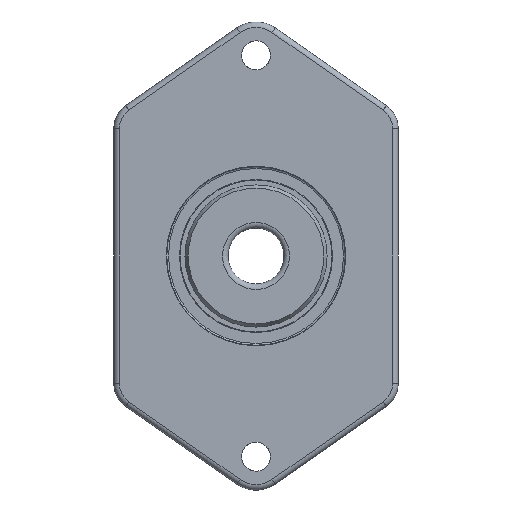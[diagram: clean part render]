
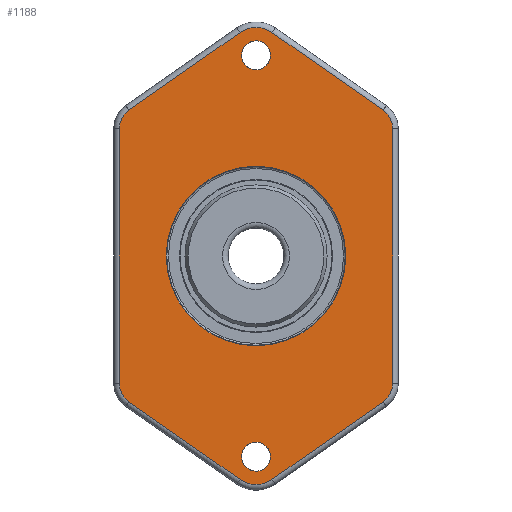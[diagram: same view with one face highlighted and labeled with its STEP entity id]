
A CAD part, front view. The second image highlights one B-rep face of the part: STEP entity #1188.
In plain terms, the highlighted planar face has unit normal (0, -1, 0).
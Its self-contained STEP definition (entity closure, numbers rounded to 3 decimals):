
#23=LINE('',#1969,#73);
#24=LINE('',#1973,#74);
#25=LINE('',#1977,#75);
#26=LINE('',#1981,#76);
#27=LINE('',#1985,#77);
#28=LINE('',#1989,#78);
#73=VECTOR('',#1555,10.);
#74=VECTOR('',#1558,10.);
#75=VECTOR('',#1561,10.);
#76=VECTOR('',#1564,10.);
#77=VECTOR('',#1567,10.);
#78=VECTOR('',#1570,10.);
#164=PLANE('',#1318);
#205=FACE_BOUND('',#356,.T.);
#206=FACE_BOUND('',#357,.T.);
#207=FACE_BOUND('',#358,.T.);
#247=FACE_OUTER_BOUND('',#355,.T.);
#355=EDGE_LOOP('',(#860,#861,#862,#863,#864,#865,#866,#867,#868,#869,#870,
#871));
#356=EDGE_LOOP('',(#872));
#357=EDGE_LOOP('',(#873));
#358=EDGE_LOOP('',(#874));
#465=CIRCLE('',#1315,16.1);
#467=CIRCLE('',#1319,5.);
#468=CIRCLE('',#1320,4.);
#469=CIRCLE('',#1321,4.);
#470=CIRCLE('',#1322,5.);
#471=CIRCLE('',#1323,4.);
#472=CIRCLE('',#1324,4.);
#473=CIRCLE('',#1325,2.6);
#474=CIRCLE('',#1326,2.6);
#568=VERTEX_POINT('',#1961);
#570=VERTEX_POINT('',#1967);
#571=VERTEX_POINT('',#1968);
#572=VERTEX_POINT('',#1970);
#573=VERTEX_POINT('',#1972);
#574=VERTEX_POINT('',#1974);
#575=VERTEX_POINT('',#1976);
#576=VERTEX_POINT('',#1978);
#577=VERTEX_POINT('',#1980);
#578=VERTEX_POINT('',#1982);
#579=VERTEX_POINT('',#1984);
#580=VERTEX_POINT('',#1986);
#581=VERTEX_POINT('',#1988);
#582=VERTEX_POINT('',#1991);
#583=VERTEX_POINT('',#1993);
#679=EDGE_CURVE('',#568,#568,#465,.T.);
#681=EDGE_CURVE('',#570,#571,#23,.T.);
#682=EDGE_CURVE('',#572,#570,#467,.T.);
#683=EDGE_CURVE('',#573,#572,#24,.T.);
#684=EDGE_CURVE('',#574,#573,#468,.T.);
#685=EDGE_CURVE('',#575,#574,#25,.T.);
#686=EDGE_CURVE('',#576,#575,#469,.T.);
#687=EDGE_CURVE('',#577,#576,#26,.T.);
#688=EDGE_CURVE('',#578,#577,#470,.T.);
#689=EDGE_CURVE('',#579,#578,#27,.T.);
#690=EDGE_CURVE('',#580,#579,#471,.T.);
#691=EDGE_CURVE('',#581,#580,#28,.T.);
#692=EDGE_CURVE('',#571,#581,#472,.T.);
#693=EDGE_CURVE('',#582,#582,#473,.T.);
#694=EDGE_CURVE('',#583,#583,#474,.T.);
#860=ORIENTED_EDGE('',*,*,#681,.F.);
#861=ORIENTED_EDGE('',*,*,#682,.F.);
#862=ORIENTED_EDGE('',*,*,#683,.F.);
#863=ORIENTED_EDGE('',*,*,#684,.F.);
#864=ORIENTED_EDGE('',*,*,#685,.F.);
#865=ORIENTED_EDGE('',*,*,#686,.F.);
#866=ORIENTED_EDGE('',*,*,#687,.F.);
#867=ORIENTED_EDGE('',*,*,#688,.F.);
#868=ORIENTED_EDGE('',*,*,#689,.F.);
#869=ORIENTED_EDGE('',*,*,#690,.F.);
#870=ORIENTED_EDGE('',*,*,#691,.F.);
#871=ORIENTED_EDGE('',*,*,#692,.F.);
#872=ORIENTED_EDGE('',*,*,#693,.T.);
#873=ORIENTED_EDGE('',*,*,#694,.T.);
#874=ORIENTED_EDGE('',*,*,#679,.F.);
#1188=ADVANCED_FACE('',(#247,#205,#206,#207),#164,.T.);
#1315=AXIS2_PLACEMENT_3D('',#1962,#1547,#1548);
#1318=AXIS2_PLACEMENT_3D('',#1966,#1553,#1554);
#1319=AXIS2_PLACEMENT_3D('',#1971,#1556,#1557);
#1320=AXIS2_PLACEMENT_3D('',#1975,#1559,#1560);
#1321=AXIS2_PLACEMENT_3D('',#1979,#1562,#1563);
#1322=AXIS2_PLACEMENT_3D('',#1983,#1565,#1566);
#1323=AXIS2_PLACEMENT_3D('',#1987,#1568,#1569);
#1324=AXIS2_PLACEMENT_3D('',#1990,#1571,#1572);
#1325=AXIS2_PLACEMENT_3D('',#1992,#1573,#1574);
#1326=AXIS2_PLACEMENT_3D('',#1994,#1575,#1576);
#1547=DIRECTION('center_axis',(0.,-1.,0.));
#1548=DIRECTION('ref_axis',(1.,0.,0.));
#1553=DIRECTION('center_axis',(0.,-1.,0.));
#1554=DIRECTION('ref_axis',(0.,0.,-1.));
#1555=DIRECTION('',(0.819,0.,-0.574));
#1556=DIRECTION('center_axis',(0.,1.,0.));
#1557=DIRECTION('ref_axis',(0.,0.,1.));
#1558=DIRECTION('',(0.819,0.,0.574));
#1559=DIRECTION('center_axis',(0.,1.,0.));
#1560=DIRECTION('ref_axis',(-0.887,0.,0.462));
#1561=DIRECTION('',(0.,0.,1.));
#1562=DIRECTION('center_axis',(0.,1.,0.));
#1563=DIRECTION('ref_axis',(-0.887,0.,-0.462));
#1564=DIRECTION('',(-0.819,0.,0.574));
#1565=DIRECTION('center_axis',(0.,1.,0.));
#1566=DIRECTION('ref_axis',(0.,0.,-1.));
#1567=DIRECTION('',(-0.819,0.,-0.574));
#1568=DIRECTION('center_axis',(0.,1.,0.));
#1569=DIRECTION('ref_axis',(0.887,0.,-0.462));
#1570=DIRECTION('',(0.,0.,-1.));
#1571=DIRECTION('center_axis',(0.,1.,0.));
#1572=DIRECTION('ref_axis',(0.887,0.,0.462));
#1573=DIRECTION('center_axis',(0.,1.,0.));
#1574=DIRECTION('ref_axis',(1.,0.,0.));
#1575=DIRECTION('center_axis',(0.,1.,0.));
#1576=DIRECTION('ref_axis',(1.,0.,0.));
#1961=CARTESIAN_POINT('',(-16.1,7.,0.));
#1962=CARTESIAN_POINT('Origin',(0.,7.,0.));
#1966=CARTESIAN_POINT('Origin',(-42.,7.,0.));
#1967=CARTESIAN_POINT('',(2.868,7.,40.096));
#1968=CARTESIAN_POINT('',(22.794,7.,26.143));
#1969=CARTESIAN_POINT('',(-2.766,7.,44.041));
#1970=CARTESIAN_POINT('',(-2.868,7.,40.096));
#1971=CARTESIAN_POINT('Origin',(0.,7.,
36.));
#1972=CARTESIAN_POINT('',(-22.794,7.,26.143));
#1973=CARTESIAN_POINT('',(-25.416,7.,24.307));
#1974=CARTESIAN_POINT('',(-24.5,7.,22.867));
#1975=CARTESIAN_POINT('Origin',(-20.5,7.,22.867));
#1976=CARTESIAN_POINT('',(-24.5,7.,-22.867));
#1977=CARTESIAN_POINT('',(-24.5,7.,-28.));
#1978=CARTESIAN_POINT('',(-22.794,7.,-26.143));
#1979=CARTESIAN_POINT('Origin',(-20.5,7.,-22.867));
#1980=CARTESIAN_POINT('',(-2.868,7.,-40.096));
#1981=CARTESIAN_POINT('',(-25.416,7.,-24.307));
#1982=CARTESIAN_POINT('',(2.868,7.,-40.096));
#1983=CARTESIAN_POINT('Origin',(0.,7.,
-36.));
#1984=CARTESIAN_POINT('',(22.794,7.,-26.143));
#1985=CARTESIAN_POINT('',(-2.766,7.,-44.041));
#1986=CARTESIAN_POINT('',(24.5,7.,-22.867));
#1987=CARTESIAN_POINT('Origin',(20.5,7.,-22.867));
#1988=CARTESIAN_POINT('',(24.5,7.,22.867));
#1989=CARTESIAN_POINT('',(24.5,7.,23.));
#1990=CARTESIAN_POINT('Origin',(20.5,7.,22.867));
#1991=CARTESIAN_POINT('',(-2.6,7.,-36.));
#1992=CARTESIAN_POINT('Origin',(0.,7.,
-36.));
#1993=CARTESIAN_POINT('',(-2.6,7.,36.));
#1994=CARTESIAN_POINT('Origin',(0.,7.,36.));
